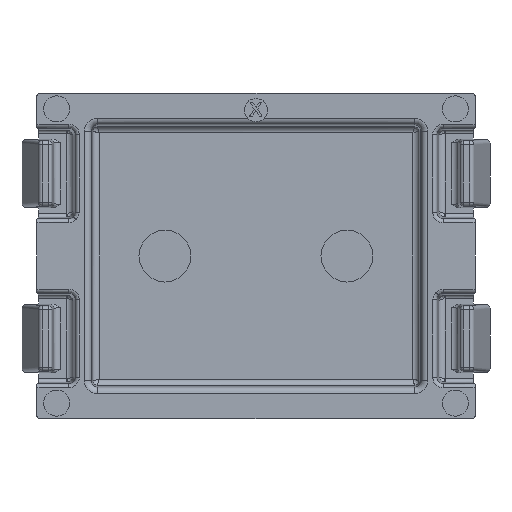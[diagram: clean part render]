
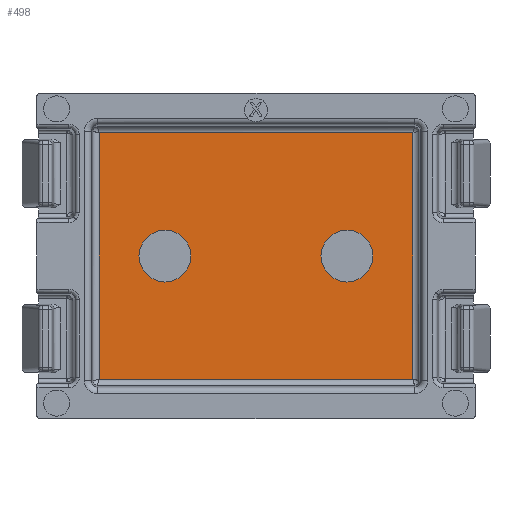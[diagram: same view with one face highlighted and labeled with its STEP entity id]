
A CAD part, front view. The second image highlights one B-rep face of the part: STEP entity #498.
In plain terms, the highlighted planar face has unit normal (0, -1, 0).
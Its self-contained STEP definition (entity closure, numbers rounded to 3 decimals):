
#94 = FACE_BOUND ( 'NONE', #4532, .T. ) ;
#105 = LINE ( 'NONE', #2881, #3092 ) ;
#186 = VERTEX_POINT ( 'NONE', #5844 ) ;
#202 = VERTEX_POINT ( 'NONE', #7856 ) ;
#269 = CARTESIAN_POINT ( 'NONE',  ( 7., -1.7, 0. ) ) ;
#348 = DIRECTION ( 'NONE',  ( 0., -1., 0. ) ) ;
#498 = ADVANCED_FACE ( 'NONE', ( #5512, #94, #9210 ), #4351, .F. ) ;
#660 = VERTEX_POINT ( 'NONE', #5641 ) ;
#977 = VECTOR ( 'NONE', #5614, 1000. ) ;
#1147 = EDGE_CURVE ( 'NONE', #186, #6114, #2515, .T. ) ;
#1332 = ORIENTED_EDGE ( 'NONE', *, *, #2179, .T. ) ;
#1369 = DIRECTION ( 'NONE',  ( 0., 0., -1. ) ) ;
#1534 = EDGE_CURVE ( 'NONE', #6114, #186, #3956, .T. ) ;
#1871 = EDGE_CURVE ( 'NONE', #3430, #5384, #7789, .T. ) ;
#1906 = AXIS2_PLACEMENT_3D ( 'NONE', #6978, #9741, #9993 ) ;
#1963 = CARTESIAN_POINT ( 'NONE',  ( -7., -1.7, -2. ) ) ;
#2179 = EDGE_CURVE ( 'NONE', #2219, #660, #8294, .T. ) ;
#2219 = VERTEX_POINT ( 'NONE', #5404 ) ;
#2270 = ORIENTED_EDGE ( 'NONE', *, *, #1147, .F. ) ;
#2289 = ORIENTED_EDGE ( 'NONE', *, *, #1871, .F. ) ;
#2504 = CARTESIAN_POINT ( 'NONE',  ( 7., -1.7, -2. ) ) ;
#2515 = CIRCLE ( 'NONE', #6882, 2. ) ;
#2559 = CARTESIAN_POINT ( 'NONE',  ( -7., -1.7, 0. ) ) ;
#2752 = EDGE_CURVE ( 'NONE', #660, #7909, #105, .T. ) ;
#2853 = CARTESIAN_POINT ( 'NONE',  ( -7., -1.7, 2. ) ) ;
#2881 = CARTESIAN_POINT ( 'NONE',  ( -12.064, -1.7, -9.6 ) ) ;
#3016 = CARTESIAN_POINT ( 'NONE',  ( 12.2, -1.7, -9.464 ) ) ;
#3039 = AXIS2_PLACEMENT_3D ( 'NONE', #4425, #4488, #4496 ) ;
#3092 = VECTOR ( 'NONE', #1369, 1000. ) ;
#3179 = EDGE_CURVE ( 'NONE', #7909, #202, #10011, .T. ) ;
#3216 = ORIENTED_EDGE ( 'NONE', *, *, #3179, .T. ) ;
#3250 = DIRECTION ( 'NONE',  ( 0., -1., 0. ) ) ;
#3252 = VECTOR ( 'NONE', #4780, 1000. ) ;
#3262 = LINE ( 'NONE', #4644, #4254 ) ;
#3277 = CARTESIAN_POINT ( 'NONE',  ( 7., -1.7, 0. ) ) ;
#3290 = DIRECTION ( 'NONE',  ( 0., -1., 0. ) ) ;
#3311 = DIRECTION ( 'NONE',  ( 0., 0., -1. ) ) ;
#3430 = VERTEX_POINT ( 'NONE', #1963 ) ;
#3507 = ORIENTED_EDGE ( 'NONE', *, *, #1534, .F. ) ;
#3513 = EDGE_CURVE ( 'NONE', #202, #2219, #3262, .T. ) ;
#3956 = CIRCLE ( 'NONE', #4571, 2. ) ;
#4172 = DIRECTION ( 'NONE',  ( 0., 0., -1. ) ) ;
#4205 = DIRECTION ( 'NONE',  ( 0., 0., 1. ) ) ;
#4254 = VECTOR ( 'NONE', #4205, 1000. ) ;
#4351 = PLANE ( 'NONE',  #3039 ) ;
#4413 = EDGE_LOOP ( 'NONE', ( #1332, #5036, #3216, #6355 ) ) ;
#4425 = CARTESIAN_POINT ( 'NONE',  ( 0., -1.7, 0. ) ) ;
#4488 = DIRECTION ( 'NONE',  ( 0., 1., 0. ) ) ;
#4496 = DIRECTION ( 'NONE',  ( 0., 0., 1. ) ) ;
#4532 = EDGE_LOOP ( 'NONE', ( #2289, #5396 ) ) ;
#4571 = AXIS2_PLACEMENT_3D ( 'NONE', #3277, #3290, #3311 ) ;
#4644 = CARTESIAN_POINT ( 'NONE',  ( 12.064, -1.7, 9.6 ) ) ;
#4780 = DIRECTION ( 'NONE',  ( 1., 0., 0. ) ) ;
#5036 = ORIENTED_EDGE ( 'NONE', *, *, #2752, .T. ) ;
#5169 = CIRCLE ( 'NONE', #8666, 2. ) ;
#5384 = VERTEX_POINT ( 'NONE', #2853 ) ;
#5396 = ORIENTED_EDGE ( 'NONE', *, *, #7159, .F. ) ;
#5404 = CARTESIAN_POINT ( 'NONE',  ( 12.064, -1.7, 9.464 ) ) ;
#5512 = FACE_BOUND ( 'NONE', #8940, .T. ) ;
#5614 = DIRECTION ( 'NONE',  ( -1., 0., 0. ) ) ;
#5641 = CARTESIAN_POINT ( 'NONE',  ( -12.064, -1.7, 9.464 ) ) ;
#5794 = CARTESIAN_POINT ( 'NONE',  ( -12.2, -1.7, 9.464 ) ) ;
#5844 = CARTESIAN_POINT ( 'NONE',  ( 7., -1.7, 2. ) ) ;
#6114 = VERTEX_POINT ( 'NONE', #2504 ) ;
#6355 = ORIENTED_EDGE ( 'NONE', *, *, #3513, .T. ) ;
#6882 = AXIS2_PLACEMENT_3D ( 'NONE', #269, #348, #9895 ) ;
#6978 = CARTESIAN_POINT ( 'NONE',  ( -7., -1.7, 0. ) ) ;
#7159 = EDGE_CURVE ( 'NONE', #5384, #3430, #5169, .T. ) ;
#7789 = CIRCLE ( 'NONE', #1906, 2. ) ;
#7856 = CARTESIAN_POINT ( 'NONE',  ( 12.064, -1.7, -9.464 ) ) ;
#7909 = VERTEX_POINT ( 'NONE', #9256 ) ;
#8294 = LINE ( 'NONE', #5794, #977 ) ;
#8666 = AXIS2_PLACEMENT_3D ( 'NONE', #2559, #3250, #4172 ) ;
#8940 = EDGE_LOOP ( 'NONE', ( #3507, #2270 ) ) ;
#9210 = FACE_OUTER_BOUND ( 'NONE', #4413, .T. ) ;
#9256 = CARTESIAN_POINT ( 'NONE',  ( -12.064, -1.7, -9.464 ) ) ;
#9741 = DIRECTION ( 'NONE',  ( 0., -1., 0. ) ) ;
#9895 = DIRECTION ( 'NONE',  ( 0., 0., -1. ) ) ;
#9993 = DIRECTION ( 'NONE',  ( 0., 0., -1. ) ) ;
#10011 = LINE ( 'NONE', #3016, #3252 ) ;
